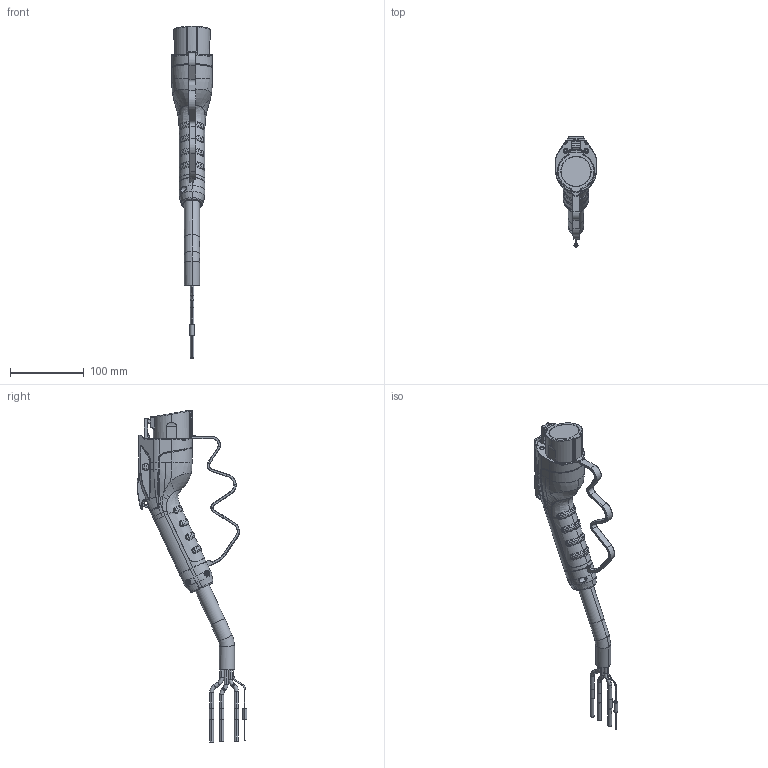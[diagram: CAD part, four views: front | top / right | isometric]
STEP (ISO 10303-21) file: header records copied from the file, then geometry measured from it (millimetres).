
FILE_DESCRIPTION (( 'STEP AP214' ), '1' );
FILE_NAME ('EVCC-1772L240-18_3D.step', '2023-10-24T15:43:31', ( '' ), ( '' ), 'SwSTEP 2.0', 'SolidWorks 2022', '' );
FILE_SCHEMA (( 'AUTOMOTIVE_DESIGN' ));
Length unit declared in the file: inch
Products named in the file (5): PRT0007_3_without cable; EVCC-1772L240-18_3D; PRT0008_3; ASM0010_ASM; ASM0009_ASM
Assembly tree (4 placements, depth 4):
  EVCC-1772L240-18_3D
    ASM0009_ASM
      ASM0010_ASM
        PRT0007_3_without cable
        PRT0008_3
Bounding box: 55 x 148.56 x 449.8 mm (x, y, z)
Volume: 546727.7 mm3; surface area: 116502.3 mm2
Topology: 15 solids, 15 shells, 2295 faces, 5831 edges, 3576 vertices
Faces by surface type: bspline 860, plane 688, cylinder 592, cone 125, torus 30
Entity records: 146516 total; most frequent: CARTESIAN_POINT 98041, ORIENTED_EDGE 11610, DIRECTION 7252, EDGE_CURVE 5805, VERTEX_POINT 3576, AXIS2_PLACEMENT_3D 2615, EDGE_LOOP 2381, B_SPLINE_CURVE_WITH_KNOTS 2379
